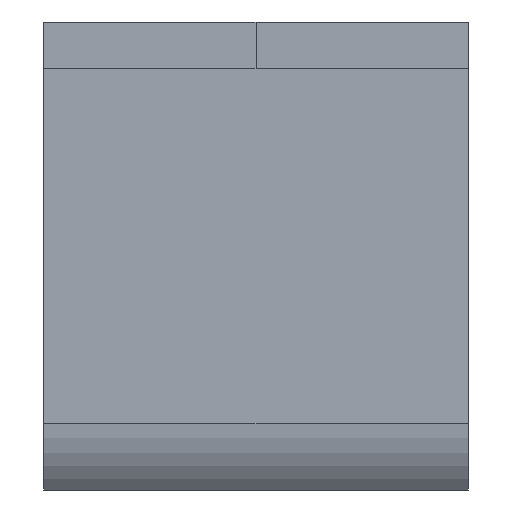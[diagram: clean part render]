
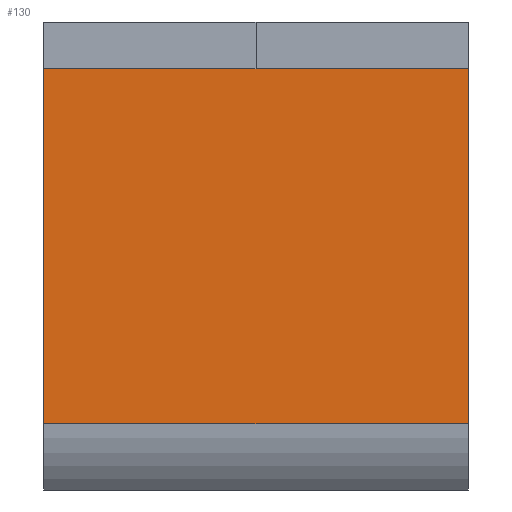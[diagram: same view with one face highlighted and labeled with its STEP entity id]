
A CAD part, front view. The second image highlights one B-rep face of the part: STEP entity #130.
In plain terms, the highlighted planar face has unit normal (0, -1, 0).
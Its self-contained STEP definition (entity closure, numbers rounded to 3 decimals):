
#32 = VERTEX_POINT('',#33);
#33 = CARTESIAN_POINT('',(-21.59,-92.075,9.906));
#40 = EDGE_CURVE('',#32,#41,#43,.T.);
#41 = VERTEX_POINT('',#42);
#42 = CARTESIAN_POINT('',(21.59,-92.075,9.906));
#43 = LINE('',#44,#45);
#44 = CARTESIAN_POINT('',(-50.8,-92.075,9.906));
#45 = VECTOR('',#46,1.);
#46 = DIRECTION('',(1.,0.,0.));
#95 = VERTEX_POINT('',#96);
#96 = CARTESIAN_POINT('',(21.59,-92.075,46.05));
#104 = EDGE_CURVE('',#95,#41,#105,.T.);
#105 = LINE('',#106,#107);
#106 = CARTESIAN_POINT('',(21.59,-92.075,50.8));
#107 = VECTOR('',#108,1.);
#108 = DIRECTION('',(-0.,-0.,-1.));
#130 = ADVANCED_FACE('',(#131),#157,.F.);
#131 = FACE_BOUND('',#132,.F.);
#132 = EDGE_LOOP('',(#133,#134,#142,#150,#156));
#133 = ORIENTED_EDGE('',*,*,#40,.F.);
#134 = ORIENTED_EDGE('',*,*,#135,.F.);
#135 = EDGE_CURVE('',#136,#32,#138,.T.);
#136 = VERTEX_POINT('',#137);
#137 = CARTESIAN_POINT('',(-21.59,-92.075,46.05));
#138 = LINE('',#139,#140);
#139 = CARTESIAN_POINT('',(-21.59,-92.075,50.8));
#140 = VECTOR('',#141,1.);
#141 = DIRECTION('',(-0.,-0.,-1.));
#142 = ORIENTED_EDGE('',*,*,#143,.F.);
#143 = EDGE_CURVE('',#144,#136,#146,.T.);
#144 = VERTEX_POINT('',#145);
#145 = CARTESIAN_POINT('',(0.,-92.075,46.05));
#146 = LINE('',#147,#148);
#147 = CARTESIAN_POINT('',(0.,-92.075,46.05));
#148 = VECTOR('',#149,1.);
#149 = DIRECTION('',(-1.,-0.,-0.));
#150 = ORIENTED_EDGE('',*,*,#151,.T.);
#151 = EDGE_CURVE('',#144,#95,#152,.T.);
#152 = LINE('',#153,#154);
#153 = CARTESIAN_POINT('',(0.,-92.075,46.05));
#154 = VECTOR('',#155,1.);
#155 = DIRECTION('',(1.,0.,0.));
#156 = ORIENTED_EDGE('',*,*,#104,.T.);
#157 = PLANE('',#158);
#158 = AXIS2_PLACEMENT_3D('',#159,#160,#161);
#159 = CARTESIAN_POINT('',(-50.8,-92.075,0.));
#160 = DIRECTION('',(0.,1.,0.));
#161 = DIRECTION('',(1.,0.,0.));
